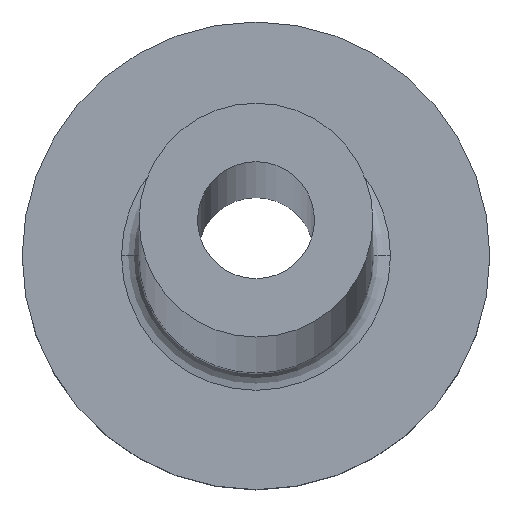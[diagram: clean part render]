
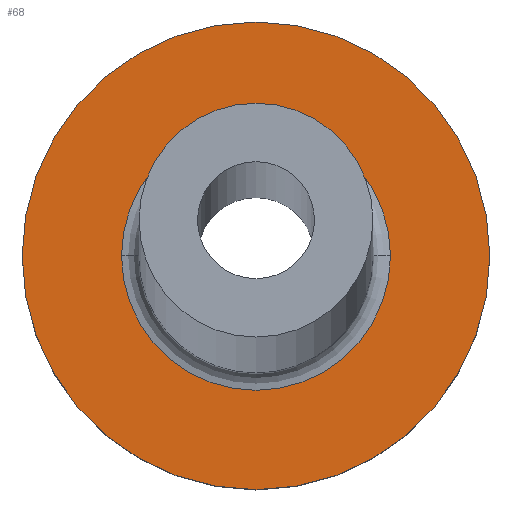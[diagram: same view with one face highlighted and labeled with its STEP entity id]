
A CAD part, top view. The second image highlights one B-rep face of the part: STEP entity #68.
In plain terms, the highlighted planar face has unit normal (0, 0, 1).
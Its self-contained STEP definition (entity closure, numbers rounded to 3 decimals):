
#4 = DIRECTION ( 'NONE',  ( 0., 0., 1. ) ) ;
#8 = DIRECTION ( 'NONE',  ( 1., 0., 0. ) ) ;
#19 = ORIENTED_EDGE ( 'NONE', *, *, #333, .T. ) ;
#34 = EDGE_CURVE ( 'NONE', #213, #96, #280, .T. ) ;
#35 = CARTESIAN_POINT ( 'NONE',  ( 0., 0., 3. ) ) ;
#47 = DIRECTION ( 'NONE',  ( 1., 0., 0. ) ) ;
#52 = DIRECTION ( 'NONE',  ( 1., 0., 0. ) ) ;
#57 = ORIENTED_EDGE ( 'NONE', *, *, #34, .T. ) ;
#68 = ADVANCED_FACE ( 'NONE', ( #222, #288 ), #217, .T. ) ;
#72 = CARTESIAN_POINT ( 'NONE',  ( 4., 0., 3. ) ) ;
#79 = DIRECTION ( 'NONE',  ( 1., 0., 0. ) ) ;
#81 = CARTESIAN_POINT ( 'NONE',  ( 0., 0., 3. ) ) ;
#96 = VERTEX_POINT ( 'NONE', #72 ) ;
#107 = DIRECTION ( 'NONE',  ( 0., 0., -1. ) ) ;
#109 = EDGE_CURVE ( 'NONE', #235, #369, #379, .T. ) ;
#113 = AXIS2_PLACEMENT_3D ( 'NONE', #270, #4, #8 ) ;
#137 = DIRECTION ( 'NONE',  ( 0., 0., -1. ) ) ;
#143 = CARTESIAN_POINT ( 'NONE',  ( -2.3, 0., 3. ) ) ;
#149 = DIRECTION ( 'NONE',  ( 0., 0., 1. ) ) ;
#157 = AXIS2_PLACEMENT_3D ( 'NONE', #35, #149, #266 ) ;
#186 = CARTESIAN_POINT ( 'NONE',  ( 0., 0., 3. ) ) ;
#189 = EDGE_CURVE ( 'NONE', #369, #235, #218, .T. ) ;
#213 = VERTEX_POINT ( 'NONE', #232 ) ;
#217 = PLANE ( 'NONE',  #351 ) ;
#218 = CIRCLE ( 'NONE', #225, 2.3 ) ;
#222 = FACE_BOUND ( 'NONE', #301, .T. ) ;
#225 = AXIS2_PLACEMENT_3D ( 'NONE', #81, #137, #52 ) ;
#232 = CARTESIAN_POINT ( 'NONE',  ( -4., 0., 3. ) ) ;
#235 = VERTEX_POINT ( 'NONE', #320 ) ;
#238 = ORIENTED_EDGE ( 'NONE', *, *, #189, .T. ) ;
#266 = DIRECTION ( 'NONE',  ( 1., 0., 0. ) ) ;
#270 = CARTESIAN_POINT ( 'NONE',  ( 0., 0., 3. ) ) ;
#280 = CIRCLE ( 'NONE', #157, 4. ) ;
#282 = DIRECTION ( 'NONE',  ( 0., 0., 1. ) ) ;
#283 = CIRCLE ( 'NONE', #113, 4. ) ;
#288 = FACE_OUTER_BOUND ( 'NONE', #307, .T. ) ;
#301 = EDGE_LOOP ( 'NONE', ( #330, #238 ) ) ;
#307 = EDGE_LOOP ( 'NONE', ( #57, #19 ) ) ;
#320 = CARTESIAN_POINT ( 'NONE',  ( 2.3, 0., 3. ) ) ;
#330 = ORIENTED_EDGE ( 'NONE', *, *, #109, .T. ) ;
#333 = EDGE_CURVE ( 'NONE', #96, #213, #283, .T. ) ;
#351 = AXIS2_PLACEMENT_3D ( 'NONE', #186, #282, #47 ) ;
#353 = AXIS2_PLACEMENT_3D ( 'NONE', #372, #107, #79 ) ;
#369 = VERTEX_POINT ( 'NONE', #143 ) ;
#372 = CARTESIAN_POINT ( 'NONE',  ( 0., 0., 3. ) ) ;
#379 = CIRCLE ( 'NONE', #353, 2.3 ) ;
